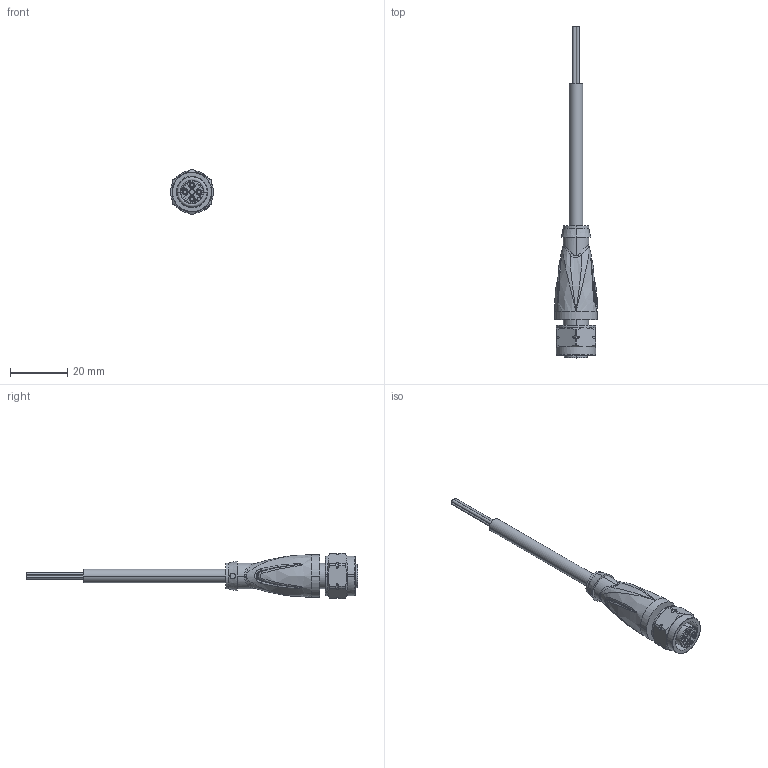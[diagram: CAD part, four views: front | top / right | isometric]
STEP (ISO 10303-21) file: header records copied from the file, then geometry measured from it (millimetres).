
FILE_DESCRIPTION(('STEP AP214'),'1');
FILE_NAME('cctmp_2BA060C3-C6DD-4422-A363-5EC1B5BD53AA_2022_04_27_10_31_29_0401..stp','2022-04-27T08:31:32',('KiM GmbH'),('CADClick - www.CADClick.com'),'Spatial InterOp 3D postprocessed',' ','unknown authorization');
FILE_SCHEMA(('AUTOMOTIVE_DESIGN'));
Length unit declared in the file: millimetre
Products named in the file (7): T195685_1; Connection2; Cable; Connection1; Connection1_2; Connection1_1; T195685
Assembly tree (6 placements, depth 4):
  T195685
    T195685_1
      Connection2
      Cable
      Connection1
        Connection1_2
        Connection1_1
Bounding box: 15 x 116.4 x 15.8 mm (x, y, z)
Volume: 6561.5 mm3; surface area: 4869.1 mm2
Topology: 8 solids, 8 shells, 752 faces, 1966 edges, 1251 vertices
Faces by surface type: plane 333, cylinder 205, bspline 89, cone 66, torus 59
Entity records: 39853 total; most frequent: CARTESIAN_POINT 19219, ORIENTED_EDGE 3910, DIRECTION 3688, EDGE_CURVE 1955, AXIS2_PLACEMENT_3D 1317, VERTEX_POINT 1251, LINE 1054, VECTOR 1054
